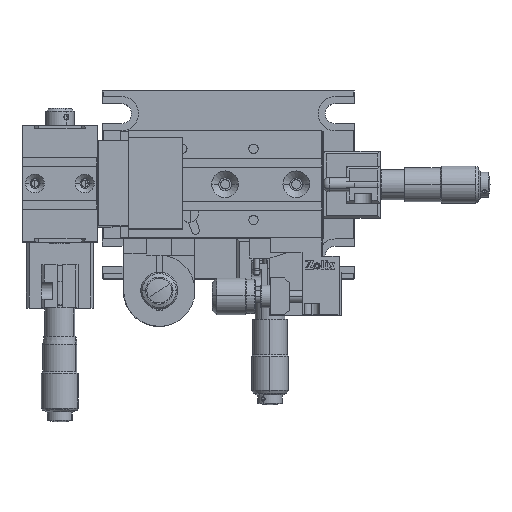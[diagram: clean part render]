
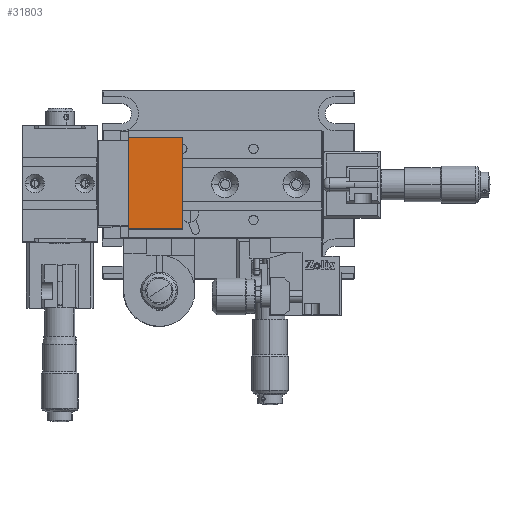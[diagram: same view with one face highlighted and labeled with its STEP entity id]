
A CAD part, top view. The second image highlights one B-rep face of the part: STEP entity #31803.
In plain terms, the highlighted planar face has unit normal (0, 0.008, 1).
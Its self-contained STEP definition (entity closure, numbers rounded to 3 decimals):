
#57 = VERTEX_POINT ( 'NONE', #14739 ) ;
#2208 = LINE ( 'NONE', #21690, #31270 ) ;
#2501 = CARTESIAN_POINT ( 'NONE',  ( -50., 30.682, 37.114 ) ) ;
#2632 = CARTESIAN_POINT ( 'NONE',  ( -31., 30.682, 37.114 ) ) ;
#3472 = CARTESIAN_POINT ( 'NONE',  ( -50., 30.682, 37.114 ) ) ;
#4975 = LINE ( 'NONE', #19844, #11586 ) ;
#5576 = DIRECTION ( 'NONE',  ( 0., -0.008, -1. ) ) ;
#7211 = EDGE_CURVE ( 'NONE', #11972, #57, #2208, .T. ) ;
#8005 = ORIENTED_EDGE ( 'NONE', *, *, #7211, .T. ) ;
#8289 = ORIENTED_EDGE ( 'NONE', *, *, #18721, .F. ) ;
#8741 = DIRECTION ( 'NONE',  ( 1., 0., 0. ) ) ;
#8804 = DIRECTION ( 'NONE',  ( 0., 1., -0.008 ) ) ;
#10366 = VERTEX_POINT ( 'NONE', #21735 ) ;
#10485 = ORIENTED_EDGE ( 'NONE', *, *, #35542, .T. ) ;
#11008 = DIRECTION ( 'NONE',  ( 1., 0., 0. ) ) ;
#11467 = FACE_OUTER_BOUND ( 'NONE', #21047, .T. ) ;
#11586 = VECTOR ( 'NONE', #8804, 1000. ) ;
#11972 = VERTEX_POINT ( 'NONE', #12516 ) ;
#12282 = VECTOR ( 'NONE', #13703, 1000. ) ;
#12516 = CARTESIAN_POINT ( 'NONE',  ( -50., -1.317, 37.38 ) ) ;
#13703 = DIRECTION ( 'NONE',  ( 0., 1., -0.008 ) ) ;
#14739 = CARTESIAN_POINT ( 'NONE',  ( -31., -1.317, 37.38 ) ) ;
#16413 = CARTESIAN_POINT ( 'NONE',  ( -50., 14.683, 37.247 ) ) ;
#16802 = EDGE_CURVE ( 'NONE', #10366, #30735, #17711, .T. ) ;
#17711 = LINE ( 'NONE', #3472, #24252 ) ;
#18721 = EDGE_CURVE ( 'NONE', #11972, #10366, #35130, .T. ) ;
#19844 = CARTESIAN_POINT ( 'NONE',  ( -31., 14.683, 37.247 ) ) ;
#21047 = EDGE_LOOP ( 'NONE', ( #10485, #35920, #8289, #8005 ) ) ;
#21690 = CARTESIAN_POINT ( 'NONE',  ( -50., -1.317, 37.38 ) ) ;
#21735 = CARTESIAN_POINT ( 'NONE',  ( -50., 30.682, 37.114 ) ) ;
#21915 = AXIS2_PLACEMENT_3D ( 'NONE', #16413, #5576, #11008 ) ;
#24252 = VECTOR ( 'NONE', #8741, 1000. ) ;
#30735 = VERTEX_POINT ( 'NONE', #2632 ) ;
#30927 = PLANE ( 'NONE',  #21915 ) ;
#31270 = VECTOR ( 'NONE', #33049, 1000. ) ;
#31803 = ADVANCED_FACE ( 'NONE', ( #11467 ), #30927, .F. ) ;
#33049 = DIRECTION ( 'NONE',  ( 1., 0., 0. ) ) ;
#35130 = LINE ( 'NONE', #2501, #12282 ) ;
#35542 = EDGE_CURVE ( 'NONE', #57, #30735, #4975, .T. ) ;
#35920 = ORIENTED_EDGE ( 'NONE', *, *, #16802, .F. ) ;
